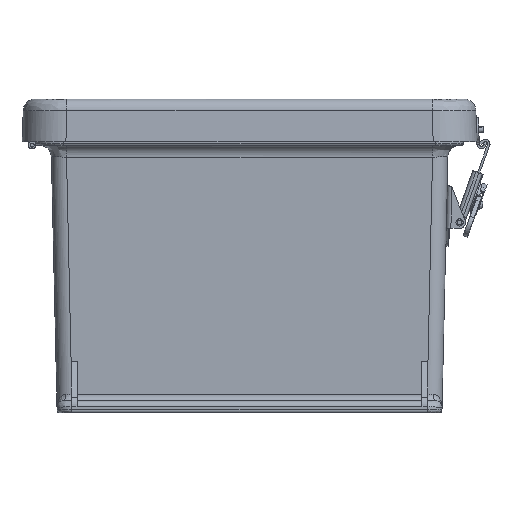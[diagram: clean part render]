
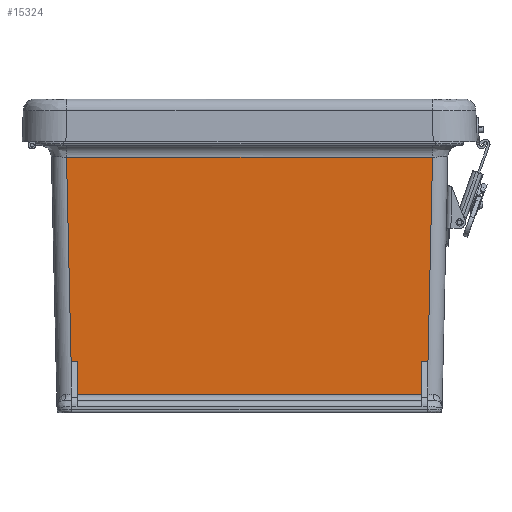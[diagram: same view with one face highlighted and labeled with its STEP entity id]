
A CAD part, front view. The second image highlights one B-rep face of the part: STEP entity #15324.
In plain terms, the highlighted planar face has unit normal (0, -1, -0.022).
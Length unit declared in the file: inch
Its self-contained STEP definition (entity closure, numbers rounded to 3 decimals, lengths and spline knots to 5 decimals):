
#436 = DIRECTION ( 'NONE',  ( 0., -0.022, 1. ) ) ;
#946 = LINE ( 'NONE', #40772, #13801 ) ;
#2916 = LINE ( 'NONE', #31205, #53980 ) ;
#5234 = ORIENTED_EDGE ( 'NONE', *, *, #27179, .F. ) ;
#5530 = LINE ( 'NONE', #63321, #45402 ) ;
#7865 = DIRECTION ( 'NONE',  ( -0.022, 0.022, -1. ) ) ;
#9031 = VERTEX_POINT ( 'NONE', #23046 ) ;
#10829 = VERTEX_POINT ( 'NONE', #37309 ) ;
#11161 = ORIENTED_EDGE ( 'NONE', *, *, #52084, .F. ) ;
#11616 = DIRECTION ( 'NONE',  ( 0., 0.022, -1. ) ) ;
#12083 = VECTOR ( 'NONE', #60991, 39.37008 ) ;
#13638 = EDGE_CURVE ( 'NONE', #28514, #34696, #2916, .T. ) ;
#13752 = EDGE_CURVE ( 'NONE', #56223, #14880, #49197, .T. ) ;
#13801 = VECTOR ( 'NONE', #65974, 39.37008 ) ;
#13827 = LINE ( 'NONE', #20824, #39282 ) ;
#14880 = VERTEX_POINT ( 'NONE', #31074 ) ;
#15324 = ADVANCED_FACE ( 'NONE', ( #33480 ), #18801, .T. ) ;
#16746 = ORIENTED_EDGE ( 'NONE', *, *, #34140, .T. ) ;
#17194 = DIRECTION ( 'NONE',  ( -0.022, -0.022, 1. ) ) ;
#17638 = DIRECTION ( 'NONE',  ( -1., 0., 0. ) ) ;
#17914 = CARTESIAN_POINT ( 'NONE',  ( 4.2046, -4.92524, -3.13598 ) ) ;
#18801 = PLANE ( 'NONE',  #30951 ) ;
#19733 = ORIENTED_EDGE ( 'NONE', *, *, #13638, .T. ) ;
#20824 = CARTESIAN_POINT ( 'NONE',  ( 3.7911, -4.93368, -2.75819 ) ) ;
#20838 = EDGE_CURVE ( 'NONE', #56223, #28514, #24654, .T. ) ;
#21125 = VECTOR ( 'NONE', #7865, 39.37008 ) ;
#23010 = CARTESIAN_POINT ( 'NONE',  ( 3.88935, -4.92291, -3.24022 ) ) ;
#23027 = DIRECTION ( 'NONE',  ( 0., -1., -0.022 ) ) ;
#23046 = CARTESIAN_POINT ( 'NONE',  ( 3.91557, -4.94913, -2.06692 ) ) ;
#23342 = CARTESIAN_POINT ( 'NONE',  ( -3.47236, -4.94913, -2.06692 ) ) ;
#24654 = LINE ( 'NONE', #58548, #29471 ) ;
#26474 = EDGE_LOOP ( 'NONE', ( #53321, #19733, #40500, #16746, #5234, #11161, #43556, #61786 ) ) ;
#27179 = EDGE_CURVE ( 'NONE', #9031, #10829, #946, .T. ) ;
#27360 = DIRECTION ( 'NONE',  ( 1., 0., 0. ) ) ;
#28514 = VERTEX_POINT ( 'NONE', #39798 ) ;
#29471 = VECTOR ( 'NONE', #27360, 39.37008 ) ;
#30951 = AXIS2_PLACEMENT_3D ( 'NONE', #17914, #23027, #43940 ) ;
#31074 = CARTESIAN_POINT ( 'NONE',  ( -3.56684, -5.04361, 2.1616 ) ) ;
#31205 = CARTESIAN_POINT ( 'NONE',  ( -3.3479, -4.94913, -2.06692 ) ) ;
#33480 = FACE_OUTER_BOUND ( 'NONE', #26474, .T. ) ;
#34140 = EDGE_CURVE ( 'NONE', #64702, #10829, #13827, .T. ) ;
#34542 = EDGE_CURVE ( 'NONE', #34696, #64702, #45523, .T. ) ;
#34696 = VERTEX_POINT ( 'NONE', #48078 ) ;
#37309 = CARTESIAN_POINT ( 'NONE',  ( 3.7911, -4.94913, -2.06692 ) ) ;
#39282 = VECTOR ( 'NONE', #436, 39.37008 ) ;
#39798 = CARTESIAN_POINT ( 'NONE',  ( -3.3479, -4.94913, -2.06692 ) ) ;
#40500 = ORIENTED_EDGE ( 'NONE', *, *, #34542, .T. ) ;
#40772 = CARTESIAN_POINT ( 'NONE',  ( 3.8536, -4.94913, -2.06692 ) ) ;
#41633 = CARTESIAN_POINT ( 'NONE',  ( 3.7911, -4.93368, -2.75819 ) ) ;
#43556 = ORIENTED_EDGE ( 'NONE', *, *, #50635, .T. ) ;
#43940 = DIRECTION ( 'NONE',  ( 0., 0.022, -1. ) ) ;
#44272 = LINE ( 'NONE', #23010, #21125 ) ;
#45402 = VECTOR ( 'NONE', #17638, 39.37008 ) ;
#45436 = CARTESIAN_POINT ( 'NONE',  ( 4.01005, -5.04361, 2.1616 ) ) ;
#45523 = LINE ( 'NONE', #61443, #12083 ) ;
#48078 = CARTESIAN_POINT ( 'NONE',  ( -3.3479, -4.93368, -2.75819 ) ) ;
#49197 = LINE ( 'NONE', #63328, #63551 ) ;
#49228 = VERTEX_POINT ( 'NONE', #45436 ) ;
#50635 = EDGE_CURVE ( 'NONE', #49228, #14880, #5530, .T. ) ;
#52084 = EDGE_CURVE ( 'NONE', #49228, #9031, #44272, .T. ) ;
#53321 = ORIENTED_EDGE ( 'NONE', *, *, #20838, .T. ) ;
#53980 = VECTOR ( 'NONE', #11616, 39.37008 ) ;
#56223 = VERTEX_POINT ( 'NONE', #23342 ) ;
#58548 = CARTESIAN_POINT ( 'NONE',  ( 4.2046, -4.94913, -2.06692 ) ) ;
#60991 = DIRECTION ( 'NONE',  ( 1., 0., 0. ) ) ;
#61443 = CARTESIAN_POINT ( 'NONE',  ( 2.2131, -4.93368, -2.75819 ) ) ;
#61786 = ORIENTED_EDGE ( 'NONE', *, *, #13752, .F. ) ;
#63321 = CARTESIAN_POINT ( 'NONE',  ( 4.2046, -5.04361, 2.1616 ) ) ;
#63328 = CARTESIAN_POINT ( 'NONE',  ( -3.44664, -4.92341, -3.2179 ) ) ;
#63551 = VECTOR ( 'NONE', #17194, 39.37008 ) ;
#64702 = VERTEX_POINT ( 'NONE', #41633 ) ;
#65974 = DIRECTION ( 'NONE',  ( -1., 0., 0. ) ) ;
